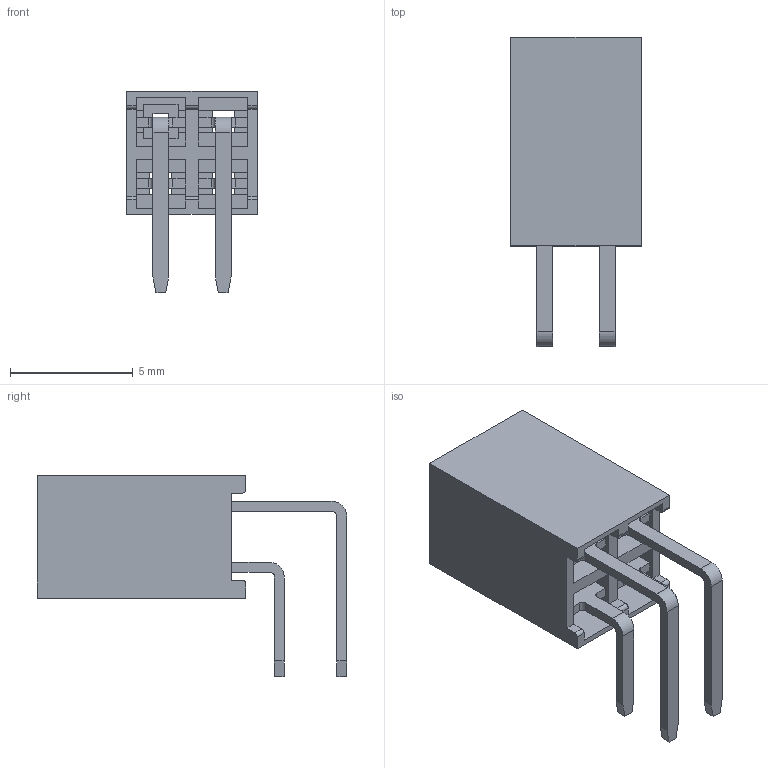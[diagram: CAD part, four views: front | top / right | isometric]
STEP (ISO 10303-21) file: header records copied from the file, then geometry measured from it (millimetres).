
FILE_DESCRIPTION(('STEP AP214'),'1');
FILE_NAME('female_header_a-bl254-da-g04d.stp','2016-01-13T12:17:48',('TraceParts'),('TraceParts S.A.'),'Spatial InterOp 3D',' ',' ');
FILE_SCHEMA(('automotive_design'));
Length unit declared in the file: millimetre
Products named in the file (1): 1
Bounding box: 5.33 x 12.6 x 8.2 mm (x, y, z)
Volume: 107.5 mm3; surface area: 557.3 mm2
Topology: 1 solids, 1 shells, 164 faces, 464 edges, 300 vertices
Faces by surface type: plane 136, cylinder 28
Entity records: 6580 total; most frequent: CARTESIAN_POINT 929, ORIENTED_EDGE 928, DIRECTION 850, EDGE_CURVE 464, LINE 408, VECTOR 408, VERTEX_POINT 300, AXIS2_PLACEMENT_3D 221
